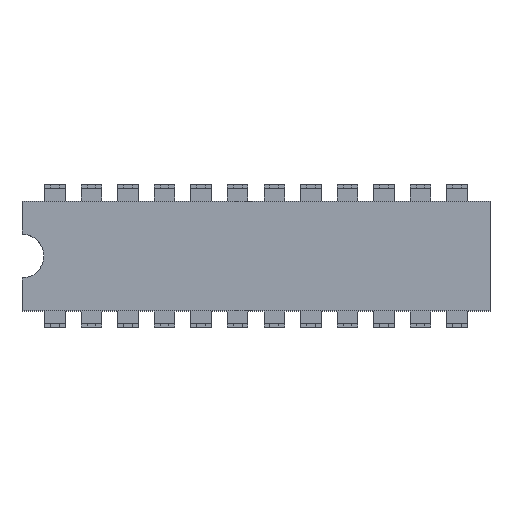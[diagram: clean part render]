
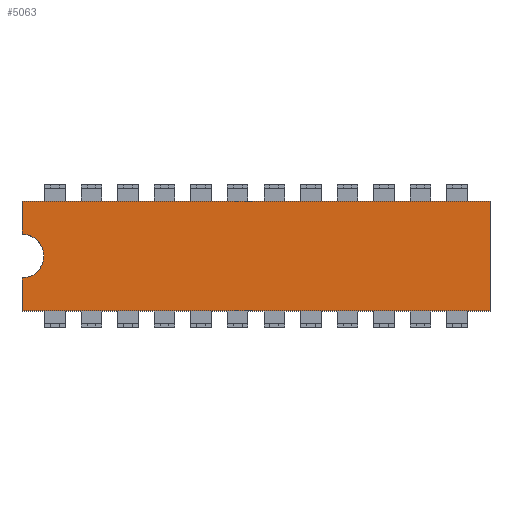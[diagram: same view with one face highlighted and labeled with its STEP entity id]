
A CAD part, top view. The second image highlights one B-rep face of the part: STEP entity #5063.
In plain terms, the highlighted planar face has unit normal (0, 0, 1).
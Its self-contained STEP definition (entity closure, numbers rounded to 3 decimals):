
#42=PLANE('',#5360);
#314=FACE_OUTER_BOUND('',#586,.T.);
#586=EDGE_LOOP('',(#3589,#3590,#3591,#3592,#3593,#3594));
#882=CIRCLE('',#5359,1.5);
#885=LINE('',#6929,#1621);
#886=LINE('',#6931,#1622);
#887=LINE('',#6933,#1623);
#888=LINE('',#6935,#1624);
#889=LINE('',#6936,#1625);
#1621=VECTOR('',#5643,10.);
#1622=VECTOR('',#5644,10.);
#1623=VECTOR('',#5645,10.);
#1624=VECTOR('',#5646,10.);
#1625=VECTOR('',#5647,10.);
#2356=VERTEX_POINT('',#6920);
#2358=VERTEX_POINT('',#6924);
#2359=VERTEX_POINT('',#6928);
#2360=VERTEX_POINT('',#6930);
#2361=VERTEX_POINT('',#6932);
#2362=VERTEX_POINT('',#6934);
#2850=EDGE_CURVE('',#2356,#2358,#882,.T.);
#2851=EDGE_CURVE('',#2358,#2359,#885,.T.);
#2852=EDGE_CURVE('',#2359,#2360,#886,.T.);
#2853=EDGE_CURVE('',#2360,#2361,#887,.T.);
#2854=EDGE_CURVE('',#2361,#2362,#888,.T.);
#2855=EDGE_CURVE('',#2362,#2356,#889,.T.);
#3589=ORIENTED_EDGE('',*,*,#2850,.T.);
#3590=ORIENTED_EDGE('',*,*,#2851,.T.);
#3591=ORIENTED_EDGE('',*,*,#2852,.T.);
#3592=ORIENTED_EDGE('',*,*,#2853,.T.);
#3593=ORIENTED_EDGE('',*,*,#2854,.T.);
#3594=ORIENTED_EDGE('',*,*,#2855,.T.);
#5063=ADVANCED_FACE('',(#314),#42,.T.);
#5359=AXIS2_PLACEMENT_3D('',#6926,#5639,#5640);
#5360=AXIS2_PLACEMENT_3D('',#6927,#5641,#5642);
#5639=DIRECTION('center_axis',(0.,0.,-1.));
#5640=DIRECTION('ref_axis',(-1.,0.,0.));
#5641=DIRECTION('center_axis',(0.,0.,1.));
#5642=DIRECTION('ref_axis',(1.,0.,0.));
#5643=DIRECTION('',(0.,-1.,0.));
#5644=DIRECTION('',(1.,0.,0.));
#5645=DIRECTION('',(0.,1.,0.));
#5646=DIRECTION('',(-1.,0.,0.));
#5647=DIRECTION('',(0.,-1.,0.));
#6920=CARTESIAN_POINT('',(-16.,1.5,5.));
#6924=CARTESIAN_POINT('',(-16.,-1.5,5.));
#6926=CARTESIAN_POINT('Origin',(-16.,0.,5.));
#6927=CARTESIAN_POINT('Origin',(0.,0.,5.));
#6928=CARTESIAN_POINT('',(-16.,-3.75,5.));
#6929=CARTESIAN_POINT('',(-16.,3.75,5.));
#6930=CARTESIAN_POINT('',(16.,-3.75,5.));
#6931=CARTESIAN_POINT('',(-16.,-3.75,5.));
#6932=CARTESIAN_POINT('',(16.,3.75,5.));
#6933=CARTESIAN_POINT('',(16.,-3.75,5.));
#6934=CARTESIAN_POINT('',(-16.,3.75,5.));
#6935=CARTESIAN_POINT('',(16.,3.75,5.));
#6936=CARTESIAN_POINT('',(-16.,3.75,5.));
